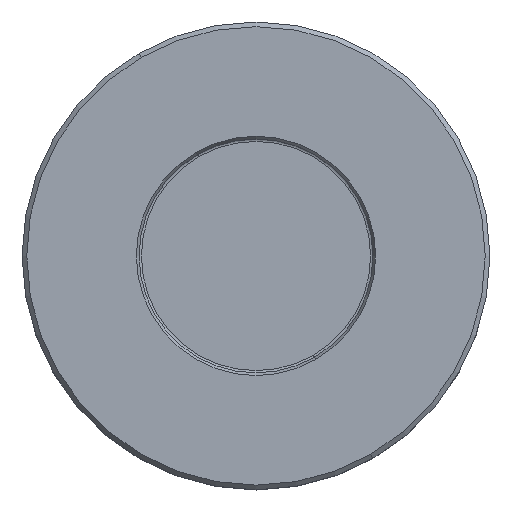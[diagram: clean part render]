
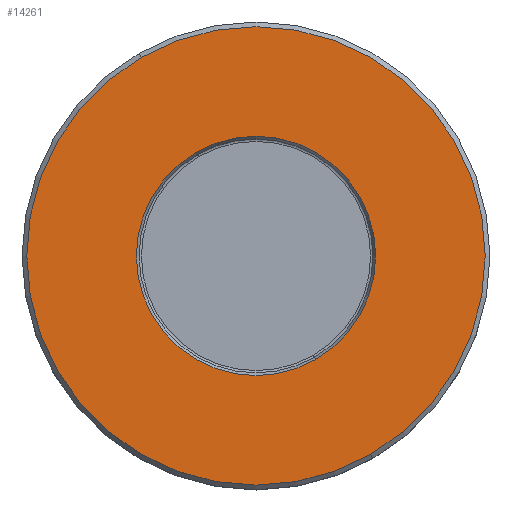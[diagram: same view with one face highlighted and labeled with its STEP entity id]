
A CAD part, top view. The second image highlights one B-rep face of the part: STEP entity #14261.
In plain terms, the highlighted planar face has unit normal (0, 0, 1).
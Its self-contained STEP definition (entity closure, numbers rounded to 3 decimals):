
#223=CARTESIAN_POINT('',(0.,0.,70.));
#224=DIRECTION('',(0.,0.,1.));
#225=DIRECTION('',(-0.5,0.866,0.));
#226=AXIS2_PLACEMENT_3D('',#223,#224,#225);
#231=CARTESIAN_POINT('',(0.,0.,70.));
#232=DIRECTION('',(0.,0.,-1.));
#233=DIRECTION('',(-0.5,0.866,0.));
#234=AXIS2_PLACEMENT_3D('',#231,#232,#233);
#253=CARTESIAN_POINT('',(0.,0.,70.));
#254=DIRECTION('',(0.,0.,-1.));
#255=DIRECTION('',(-0.5,0.866,0.));
#256=AXIS2_PLACEMENT_3D('',#253,#254,#255);
#261=CARTESIAN_POINT('',(0.,0.,70.));
#262=DIRECTION('',(0.,0.,1.));
#263=DIRECTION('',(-0.5,0.866,0.));
#264=AXIS2_PLACEMENT_3D('',#261,#262,#263);
#13838=CARTESIAN_POINT('',(-12.789,22.151,70.));
#13839=VERTEX_POINT('',#13838);
#13840=CARTESIAN_POINT('',(-24.5,42.435,70.));
#13842=VERTEX_POINT('',#13840);
#13896=CARTESIAN_POINT('',(12.789,-22.151,70.));
#13897=VERTEX_POINT('',#13896);
#13898=CARTESIAN_POINT('',(24.5,-42.435,70.));
#13900=VERTEX_POINT('',#13898);
#14246=CARTESIAN_POINT('',(0.,0.,70.));
#14247=DIRECTION('',(0.,0.,1.));
#14248=DIRECTION('',(0.5,-0.866,0.));
#14249=AXIS2_PLACEMENT_3D('',#14246,#14247,#14248);
#14250=PLANE('',#14249);
#14252=ORIENTED_EDGE('',*,*,#14251,.T.);
#14254=ORIENTED_EDGE('',*,*,#14253,.F.);
#14255=EDGE_LOOP('',(#14252,#14254));
#14256=FACE_OUTER_BOUND('',#14255,.F.);
#14257=ORIENTED_EDGE('',*,*,#14228,.T.);
#14258=ORIENTED_EDGE('',*,*,#14239,.F.);
#14259=EDGE_LOOP('',(#14257,#14258));
#14260=FACE_BOUND('',#14259,.F.);
#14261=ADVANCED_FACE('',(#14256,#14260),#14250,.T.);
#227=CIRCLE('',#226,25.577);
#235=CIRCLE('',#234,25.577);
#257=CIRCLE('',#256,49.);
#265=CIRCLE('',#264,49.);
#14228=EDGE_CURVE('',#13839,#13897,#227,.T.);
#14239=EDGE_CURVE('',#13839,#13897,#235,.T.);
#14251=EDGE_CURVE('',#13842,#13900,#257,.T.);
#14253=EDGE_CURVE('',#13842,#13900,#265,.T.);
